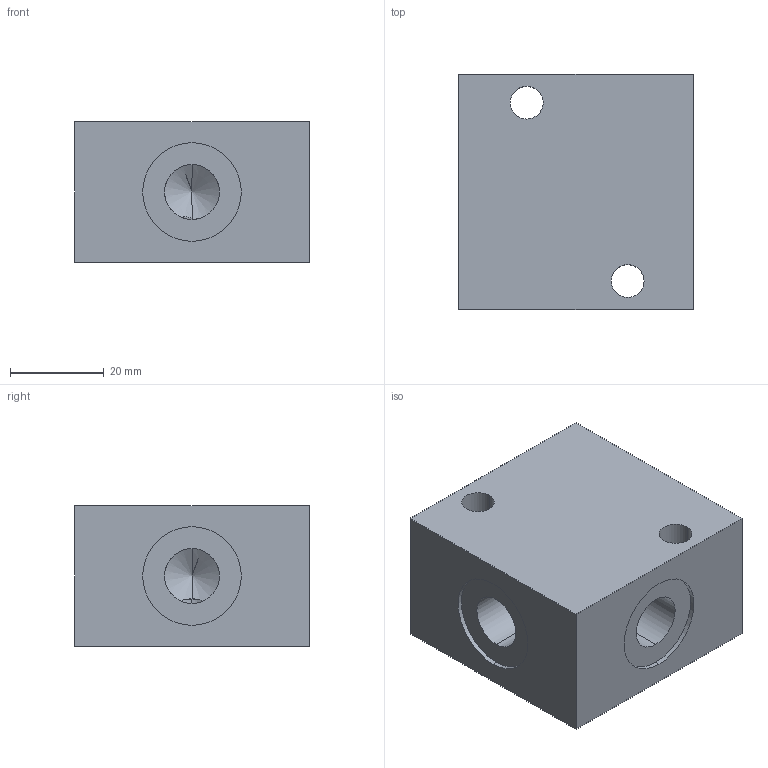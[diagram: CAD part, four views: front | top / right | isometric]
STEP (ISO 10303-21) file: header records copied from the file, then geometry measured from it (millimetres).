
FILE_DESCRIPTION (( 'STEP AP203' ), '1' );
FILE_NAME ('1011101.STEP', '2015-01-12T11:39:55', ( 'HP' ), ( '' ), 'SwSTEP 2.0', 'SolidWorks 2014', '' );
FILE_SCHEMA (( 'CONFIG_CONTROL_DESIGN' ));
Length unit declared in the file: millimetre
Products named in the file (1): 1011101
Bounding box: 50 x 50 x 30 mm (x, y, z)
Volume: 60294.9 mm3; surface area: 16573.1 mm2
Topology: 1 solids, 1 shells, 79 faces, 208 edges, 123 vertices
Faces by surface type: cylinder 40, cone 29, plane 10
Entity records: 2620 total; most frequent: CARTESIAN_POINT 656, DIRECTION 399, ORIENTED_EDGE 384, EDGE_CURVE 192, AXIS2_PLACEMENT_3D 162, VERTEX_POINT 123, EDGE_LOOP 99, CIRCLE 82
